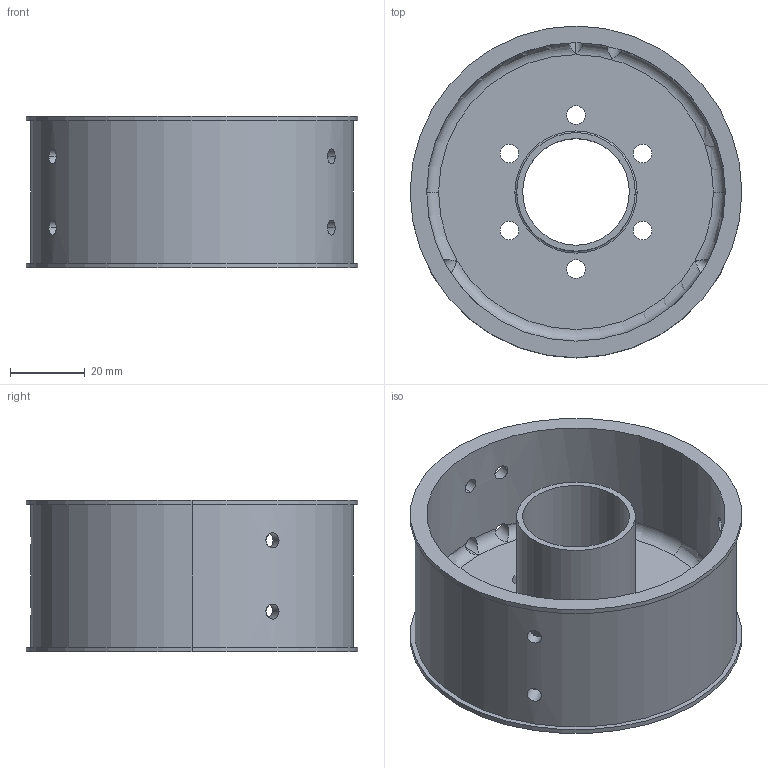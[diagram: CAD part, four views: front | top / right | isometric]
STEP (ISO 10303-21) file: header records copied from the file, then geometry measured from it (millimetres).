
FILE_DESCRIPTION (( 'STEP AP214' ), '1' );
FILE_NAME ('WCP-0231 Rev1.STEP', '2019-11-15T00:45:24', ( '' ), ( '' ), 'SwSTEP 2.0', 'SolidWorks 2018', '' );
FILE_SCHEMA (( 'AUTOMOTIVE_DESIGN' ));
Length unit declared in the file: inch
Products named in the file (1): WCP-0231 Rev1
Bounding box: 88.9 x 88.9 x 40.64 mm (x, y, z)
Volume: 57101.9 mm3; surface area: 37920.6 mm2
Topology: 1 solids, 1 shells, 55 faces, 150 edges, 98 vertices
Faces by surface type: cylinder 42, plane 7, torus 6
Entity records: 2910 total; most frequent: CARTESIAN_POINT 1222, ORIENTED_EDGE 300, DIRECTION 290, EDGE_CURVE 150, AXIS2_PLACEMENT_3D 124, VERTEX_POINT 98, EDGE_LOOP 86, CIRCLE 68
